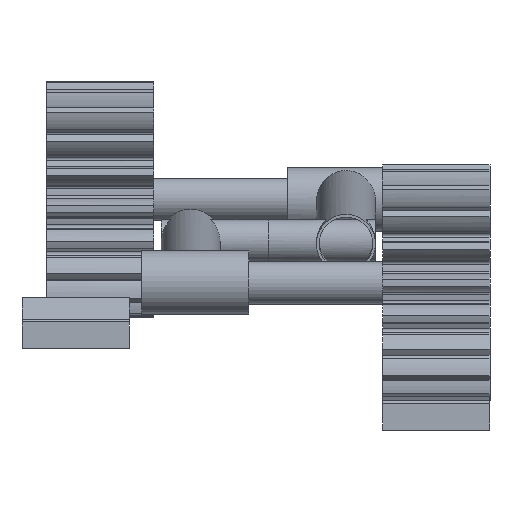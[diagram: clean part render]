
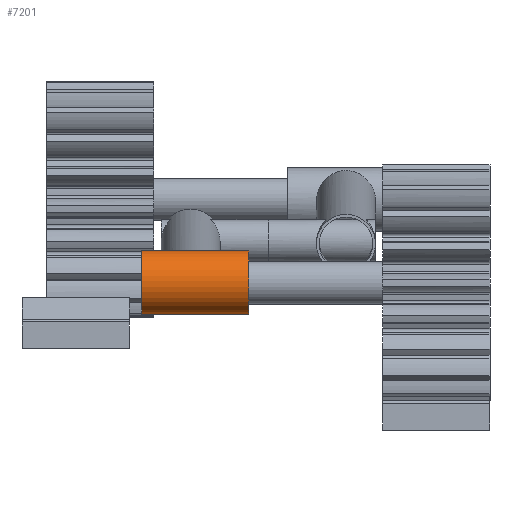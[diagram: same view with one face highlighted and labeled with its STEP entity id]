
A CAD part, left-side view. The second image highlights one B-rep face of the part: STEP entity #7201.
In plain terms, the highlighted cylindrical face has radius 6 mm (diameter 12 mm), a full revolution.
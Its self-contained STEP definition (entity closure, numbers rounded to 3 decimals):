
#15=FACE_BOUND('',#1123,.T.);
#29=B_SPLINE_CURVE_WITH_KNOTS('',3,(#24074,#24075,#24076,#24077,#24078,
#24079,#24080,#24081,#24082,#24083,#24084,#24085,#24086,#24087,#24088,#24089,
#24090,#24091,#24092,#24093,#24094,#24095,#24096,#24097,#24098,#24099),
 .UNSPECIFIED.,.F.,.F.,(4,2,2,2,2,2,2,2,2,2,2,2,4),(0.934,1.046,
1.157,1.381,1.624,1.746,1.868,
1.99,2.112,2.356,2.579,2.691,
2.802),.UNSPECIFIED.);
#30=B_SPLINE_CURVE_WITH_KNOTS('',3,(#24100,#24101,#24102,#24103,#24104,
#24105,#24106,#24107,#24108,#24109,#24110,#24111,#24112,#24113,#24114,#24115,
#24116,#24117,#24118,#24119,#24120,#24121,#24122,#24123,#24124,#24125,#24126,
#24127,#24128,#24129,#24130,#24131,#24132,#24133,#24134,#24135,#24136,#24137,
#24138,#24139),.UNSPECIFIED.,.F.,.F.,(4,2,2,2,2,2,2,2,2,2,2,2,2,2,2,2,2,
2,2,4),(2.802,2.845,2.908,3.034,
3.197,3.426,3.615,3.701,3.728,
3.746,3.763,3.787,3.817,3.916,
4.093,4.297,4.484,4.606,4.655,
4.694),.UNSPECIFIED.);
#753=FACE_OUTER_BOUND('',#1122,.T.);
#1122=EDGE_LOOP('',(#6680,#6681,#6682,#6683));
#1123=EDGE_LOOP('',(#6684,#6685));
#1806=LINE('',#24154,#2487);
#2487=VECTOR('',#9827,6.);
#2775=CIRCLE('',#7876,6.);
#2778=CIRCLE('',#7881,6.);
#3484=VERTEX_POINT('',#24072);
#3485=VERTEX_POINT('',#24073);
#3486=VERTEX_POINT('',#24144);
#3489=VERTEX_POINT('',#24153);
#4546=EDGE_CURVE('',#3484,#3485,#29,.T.);
#4547=EDGE_CURVE('',#3485,#3484,#30,.T.);
#4550=EDGE_CURVE('',#3486,#3486,#2775,.T.);
#4554=EDGE_CURVE('',#3486,#3489,#1806,.T.);
#4555=EDGE_CURVE('',#3489,#3489,#2778,.T.);
#6680=ORIENTED_EDGE('',*,*,#4550,.F.);
#6681=ORIENTED_EDGE('',*,*,#4554,.T.);
#6682=ORIENTED_EDGE('',*,*,#4555,.T.);
#6683=ORIENTED_EDGE('',*,*,#4554,.F.);
#6684=ORIENTED_EDGE('',*,*,#4546,.T.);
#6685=ORIENTED_EDGE('',*,*,#4547,.T.);
#6837=CYLINDRICAL_SURFACE('',#7880,6.);
#7201=ADVANCED_FACE('',(#753,#15),#6837,.T.);
#7876=AXIS2_PLACEMENT_3D('',#24145,#9816,#9817);
#7880=AXIS2_PLACEMENT_3D('',#24152,#9825,#9826);
#7881=AXIS2_PLACEMENT_3D('',#24155,#9828,#9829);
#9816=DIRECTION('center_axis',(1.,0.,0.));
#9817=DIRECTION('ref_axis',(0.,1.,0.));
#9825=DIRECTION('center_axis',(1.,0.,0.));
#9826=DIRECTION('ref_axis',(0.,1.,0.));
#9827=DIRECTION('',(-1.,0.,0.));
#9828=DIRECTION('center_axis',(1.,0.,0.));
#9829=DIRECTION('ref_axis',(0.,1.,0.));
#24072=CARTESIAN_POINT('',(14.625,4.243,-4.243));
#24073=CARTESIAN_POINT('',(3.625,4.243,-4.243));
#24074=CARTESIAN_POINT('Ctrl Pts',(14.625,4.243,-4.243));
#24075=CARTESIAN_POINT('Ctrl Pts',(14.625,4.506,-3.98));
#24076=CARTESIAN_POINT('Ctrl Pts',(14.587,4.748,-3.688));
#24077=CARTESIAN_POINT('Ctrl Pts',(14.434,5.169,-3.07));
#24078=CARTESIAN_POINT('Ctrl Pts',(14.32,5.349,-2.743));
#24079=CARTESIAN_POINT('Ctrl Pts',(13.885,5.784,-1.751));
#24080=CARTESIAN_POINT('Ctrl Pts',(13.465,5.933,-1.071));
#24081=CARTESIAN_POINT('Ctrl Pts',(12.522,6.033,0.164));
#24082=CARTESIAN_POINT('Ctrl Pts',(11.924,5.969,0.801));
#24083=CARTESIAN_POINT('Ctrl Pts',(10.949,5.801,1.554));
#24084=CARTESIAN_POINT('Ctrl Pts',(10.612,5.735,1.771));
#24085=CARTESIAN_POINT('Ctrl Pts',(9.903,5.627,2.09));
#24086=CARTESIAN_POINT('Ctrl Pts',(9.531,5.585,2.194));
#24087=CARTESIAN_POINT('Ctrl Pts',(8.719,5.585,2.194));
#24088=CARTESIAN_POINT('Ctrl Pts',(8.347,5.627,2.09));
#24089=CARTESIAN_POINT('Ctrl Pts',(7.638,5.735,1.771));
#24090=CARTESIAN_POINT('Ctrl Pts',(7.301,5.801,1.554));
#24091=CARTESIAN_POINT('Ctrl Pts',(6.326,5.969,0.801));
#24092=CARTESIAN_POINT('Ctrl Pts',(5.728,6.033,0.164));
#24093=CARTESIAN_POINT('Ctrl Pts',(4.785,5.933,-1.071));
#24094=CARTESIAN_POINT('Ctrl Pts',(4.365,5.784,-1.751));
#24095=CARTESIAN_POINT('Ctrl Pts',(3.93,5.349,-2.743));
#24096=CARTESIAN_POINT('Ctrl Pts',(3.816,5.169,-3.07));
#24097=CARTESIAN_POINT('Ctrl Pts',(3.663,4.748,-3.688));
#24098=CARTESIAN_POINT('Ctrl Pts',(3.625,4.506,-3.98));
#24099=CARTESIAN_POINT('Ctrl Pts',(3.625,4.243,-4.243));
#24100=CARTESIAN_POINT('Ctrl Pts',(3.625,4.243,-4.243));
#24101=CARTESIAN_POINT('Ctrl Pts',(3.625,4.142,-4.344));
#24102=CARTESIAN_POINT('Ctrl Pts',(3.631,4.037,-4.441));
#24103=CARTESIAN_POINT('Ctrl Pts',(3.658,3.772,-4.671));
#24104=CARTESIAN_POINT('Ctrl Pts',(3.686,3.608,-4.799));
#24105=CARTESIAN_POINT('Ctrl Pts',(3.804,3.102,-5.152));
#24106=CARTESIAN_POINT('Ctrl Pts',(3.926,2.75,-5.347));
#24107=CARTESIAN_POINT('Ctrl Pts',(4.288,1.931,-5.703));
#24108=CARTESIAN_POINT('Ctrl Pts',(4.55,1.467,-5.836));
#24109=CARTESIAN_POINT('Ctrl Pts',(5.27,0.393,-6.021));
#24110=CARTESIAN_POINT('Ctrl Pts',(5.77,-0.209,
-6.02));
#24111=CARTESIAN_POINT('Ctrl Pts',(6.773,-1.169,-5.901));
#24112=CARTESIAN_POINT('Ctrl Pts',(7.307,-1.594,-5.792));
#24113=CARTESIAN_POINT('Ctrl Pts',(8.121,-1.997,-5.659));
#24114=CARTESIAN_POINT('Ctrl Pts',(8.39,-2.097,-5.622));
#24115=CARTESIAN_POINT('Ctrl Pts',(8.759,-2.167,-5.595));
#24116=CARTESIAN_POINT('Ctrl Pts',(8.848,-2.179,-5.59));
#24117=CARTESIAN_POINT('Ctrl Pts',(8.996,-2.191,-5.586));
#24118=CARTESIAN_POINT('Ctrl Pts',(9.054,-2.193,-5.585));
#24119=CARTESIAN_POINT('Ctrl Pts',(9.168,-2.194,-5.585));
#24120=CARTESIAN_POINT('Ctrl Pts',(9.225,-2.192,-5.585));
#24121=CARTESIAN_POINT('Ctrl Pts',(9.362,-2.183,-5.589));
#24122=CARTESIAN_POINT('Ctrl Pts',(9.442,-2.174,-5.592));
#24123=CARTESIAN_POINT('Ctrl Pts',(9.619,-2.144,-5.604));
#24124=CARTESIAN_POINT('Ctrl Pts',(9.715,-2.122,-5.612));
#24125=CARTESIAN_POINT('Ctrl Pts',(10.127,-2.006,-5.656));
#24126=CARTESIAN_POINT('Ctrl Pts',(10.43,-1.861,-5.707));
#24127=CARTESIAN_POINT('Ctrl Pts',(11.208,-1.391,-5.845));
#24128=CARTESIAN_POINT('Ctrl Pts',(11.681,-0.99,
-5.932));
#24129=CARTESIAN_POINT('Ctrl Pts',(12.574,-0.093,
-6.019));
#24130=CARTESIAN_POINT('Ctrl Pts',(13.013,0.444,-6.01));
#24131=CARTESIAN_POINT('Ctrl Pts',(13.735,1.517,-5.828));
#24132=CARTESIAN_POINT('Ctrl Pts',(14.031,2.054,-5.668));
#24133=CARTESIAN_POINT('Ctrl Pts',(14.387,2.926,-5.252));
#24134=CARTESIAN_POINT('Ctrl Pts',(14.492,3.261,-5.052));
#24135=CARTESIAN_POINT('Ctrl Pts',(14.581,3.711,-4.718));
#24136=CARTESIAN_POINT('Ctrl Pts',(14.6,3.837,-4.615));
#24137=CARTESIAN_POINT('Ctrl Pts',(14.62,4.057,-4.422));
#24138=CARTESIAN_POINT('Ctrl Pts',(14.625,4.151,-4.334));
#24139=CARTESIAN_POINT('Ctrl Pts',(14.625,4.243,-4.243));
#24144=CARTESIAN_POINT('',(20.,-6.,0.));
#24145=CARTESIAN_POINT('Origin',(20.,0.,0.));
#24152=CARTESIAN_POINT('Origin',(0.,0.,0.));
#24153=CARTESIAN_POINT('',(0.,-6.,0.));
#24154=CARTESIAN_POINT('',(0.,-6.,0.));
#24155=CARTESIAN_POINT('Origin',(0.,0.,0.));
